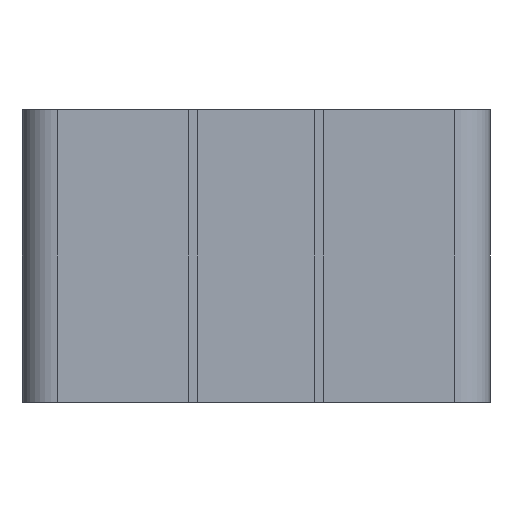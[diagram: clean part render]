
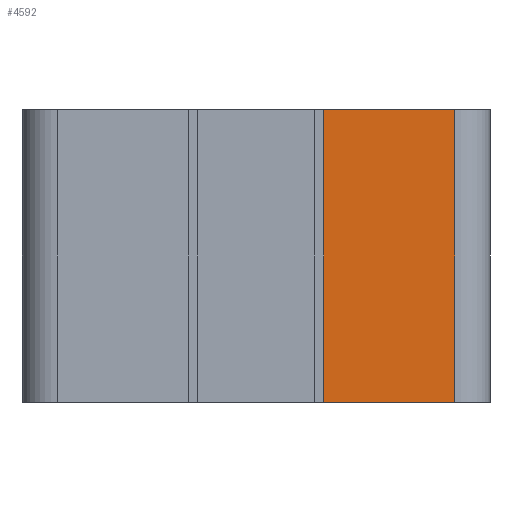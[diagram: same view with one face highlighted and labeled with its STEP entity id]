
A CAD part, front view. The second image highlights one B-rep face of the part: STEP entity #4592.
In plain terms, the highlighted planar face has unit normal (0, -1, 0).
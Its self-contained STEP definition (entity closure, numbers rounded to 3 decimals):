
#4534=CARTESIAN_POINT('',(17.,-140.,25.0));
#4535=VERTEX_POINT('',#4534);
#4543=CARTESIAN_POINT('',(17.,-140.,0.0));
#4544=VERTEX_POINT('',#4543);
#4545=CARTESIAN_POINT('',(17.,-140.,0.0));
#4546=DIRECTION('',(0.0,0.0,1.0));
#4547=VECTOR('',#4546,25.0);
#4548=LINE('',#4545,#4547);
#4549=EDGE_CURVE('',#4544,#4535,#4548,.T.);
#4562=CARTESIAN_POINT('',(17.,-140.,0.0));
#4563=DIRECTION('',(0.0,-1.0,0.0));
#4564=DIRECTION('',(0.0,0.0,-1.0));
#4565=AXIS2_PLACEMENT_3D('',#4562,#4563,#4564);
#4566=PLANE('',#4565);
#4567=CARTESIAN_POINT('',(5.8,-140.,25.0));
#4568=VERTEX_POINT('',#4567);
#4569=CARTESIAN_POINT('',(17.,-140.,25.0));
#4570=DIRECTION('',(-1.0,0.0,0.0));
#4571=VECTOR('',#4570,11.2);
#4572=LINE('',#4569,#4571);
#4573=EDGE_CURVE('',#4535,#4568,#4572,.T.);
#4574=ORIENTED_EDGE('',*,*,#4573,.T.);
#4575=CARTESIAN_POINT('',(5.8,-140.,0.0));
#4576=VERTEX_POINT('',#4575);
#4577=CARTESIAN_POINT('',(5.8,-140.,0.0));
#4578=DIRECTION('',(0.0,0.0,1.0));
#4579=VECTOR('',#4578,25.0);
#4580=LINE('',#4577,#4579);
#4581=EDGE_CURVE('',#4576,#4568,#4580,.T.);
#4582=ORIENTED_EDGE('',*,*,#4581,.F.);
#4583=CARTESIAN_POINT('',(17.,-140.,0.0));
#4584=DIRECTION('',(-1.0,0.0,0.0));
#4585=VECTOR('',#4584,11.2);
#4586=LINE('',#4583,#4585);
#4587=EDGE_CURVE('',#4544,#4576,#4586,.T.);
#4588=ORIENTED_EDGE('',*,*,#4587,.F.);
#4589=ORIENTED_EDGE('',*,*,#4549,.T.);
#4590=EDGE_LOOP('',(#4574,#4582,#4588,#4589));
#4591=FACE_OUTER_BOUND('',#4590,.T.);
#4592=ADVANCED_FACE('',(#4591),#4566,.T.);
